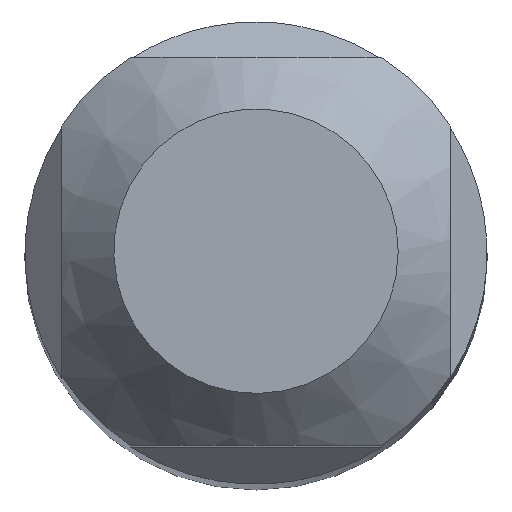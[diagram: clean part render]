
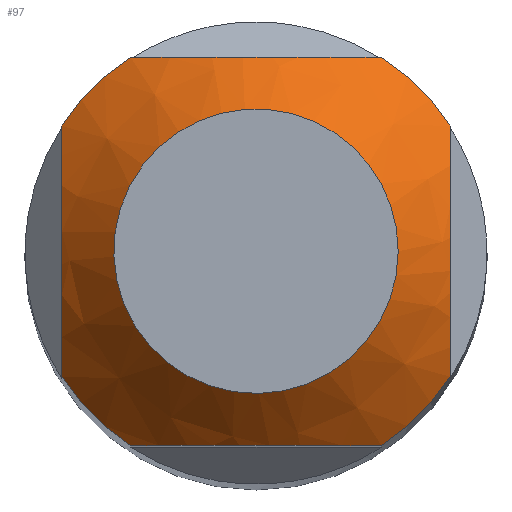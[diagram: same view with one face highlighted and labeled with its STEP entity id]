
A CAD part, top view. The second image highlights one B-rep face of the part: STEP entity #97.
In plain terms, the highlighted conical face has half-angle 43.877 degrees and reference radius 961.538 mm.
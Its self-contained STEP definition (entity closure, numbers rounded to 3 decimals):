
#54=CONICAL_SURFACE('',#374,961.538,43.877);
#59=FACE_BOUND('',#138,.T.);
#60=FACE_BOUND('',#139,.T.);
#75=CIRCLE('',#366,0.769);
#77=CIRCLE('',#370,1.25);
#78=CIRCLE('',#371,1.25);
#79=CIRCLE('',#372,1.25);
#80=CIRCLE('',#373,1.25);
#97=ADVANCED_FACE('NONE',(#59,#60),#54,.T.);
#138=EDGE_LOOP('',(#184,#185,#186,#187,#188,#189,#190,#191));
#139=EDGE_LOOP('',(#192));
#184=ORIENTED_EDGE('',*,*,#265,.F.);
#185=ORIENTED_EDGE('',*,*,#269,.F.);
#186=ORIENTED_EDGE('',*,*,#250,.F.);
#187=ORIENTED_EDGE('',*,*,#270,.F.);
#188=ORIENTED_EDGE('',*,*,#255,.F.);
#189=ORIENTED_EDGE('',*,*,#271,.F.);
#190=ORIENTED_EDGE('',*,*,#260,.F.);
#191=ORIENTED_EDGE('',*,*,#272,.F.);
#192=ORIENTED_EDGE('',*,*,#267,.T.);
#224=VERTEX_POINT('',#499);
#225=VERTEX_POINT('',#513);
#228=VERTEX_POINT('',#522);
#229=VERTEX_POINT('',#536);
#232=VERTEX_POINT('',#545);
#233=VERTEX_POINT('',#559);
#236=VERTEX_POINT('',#568);
#237=VERTEX_POINT('',#582);
#238=VERTEX_POINT('',#586);
#250=EDGE_CURVE('NONE',#224,#225,#313,.T.);
#255=EDGE_CURVE('NONE',#228,#229,#314,.T.);
#260=EDGE_CURVE('NONE',#232,#233,#315,.T.);
#265=EDGE_CURVE('NONE',#236,#237,#316,.T.);
#267=EDGE_CURVE('NONE',#238,#238,#75,.T.);
#269=EDGE_CURVE('NONE',#225,#236,#77,.T.);
#270=EDGE_CURVE('NONE',#229,#224,#78,.T.);
#271=EDGE_CURVE('NONE',#233,#228,#79,.T.);
#272=EDGE_CURVE('NONE',#237,#232,#80,.T.);
#313=B_SPLINE_CURVE_WITH_KNOTS('',3,(#500,#501,#502,#503,#504,#505,#506,
#507,#508,#509,#510,#511,#512),.UNSPECIFIED.,.F.,.F.,(4,3,3,3,4),(0.,0.349,
0.602,0.912,1.),.UNSPECIFIED.);
#314=B_SPLINE_CURVE_WITH_KNOTS('',3,(#523,#524,#525,#526,#527,#528,#529,
#530,#531,#532,#533,#534,#535),.UNSPECIFIED.,.F.,.F.,(4,3,3,3,4),(0.,0.35,
0.5,0.72,1.),.UNSPECIFIED.);
#315=B_SPLINE_CURVE_WITH_KNOTS('',3,(#546,#547,#548,#549,#550,#551,#552,
#553,#554,#555,#556,#557,#558),.UNSPECIFIED.,.F.,.F.,(4,3,3,3,4),(0.,0.349,
0.602,0.912,1.),.UNSPECIFIED.);
#316=B_SPLINE_CURVE_WITH_KNOTS('',3,(#569,#570,#571,#572,#573,#574,#575,
#576,#577,#578,#579,#580,#581),.UNSPECIFIED.,.F.,.F.,(4,3,3,3,4),(0.,0.35,
0.5,0.72,1.),.UNSPECIFIED.);
#366=AXIS2_PLACEMENT_3D('',#585,#433,#434);
#370=AXIS2_PLACEMENT_3D('',#591,#441,#442);
#371=AXIS2_PLACEMENT_3D('',#592,#443,#444);
#372=AXIS2_PLACEMENT_3D('',#593,#445,#446);
#373=AXIS2_PLACEMENT_3D('',#594,#447,#448);
#374=AXIS2_PLACEMENT_3D('',#595,#449,#450);
#433=DIRECTION('',(0.,0.,-1.));
#434=DIRECTION('',(1.,0.,0.));
#441=DIRECTION('',(0.,0.,-1.));
#442=DIRECTION('',(0.,1.,0.));
#443=DIRECTION('',(0.,0.,-1.));
#444=DIRECTION('',(0.,1.,0.));
#445=DIRECTION('',(0.,0.,-1.));
#446=DIRECTION('',(0.,1.,0.));
#447=DIRECTION('',(0.,0.,-1.));
#448=DIRECTION('',(0.,1.,0.));
#449=DIRECTION('',(0.,0.,-1.));
#450=DIRECTION('',(0.,1.,0.));
#499=CARTESIAN_POINT('',(-1.05,-0.678,-0.5));
#500=CARTESIAN_POINT('',(-1.05,-0.678,-0.5));
#501=CARTESIAN_POINT('',(-1.05,-0.533,-0.418));
#502=CARTESIAN_POINT('',(-1.05,-0.378,-0.349));
#503=CARTESIAN_POINT('',(-1.05,-0.215,-0.315));
#504=CARTESIAN_POINT('',(-1.05,-0.098,-0.29));
#505=CARTESIAN_POINT('',(-1.05,0.026,-0.285));
#506=CARTESIAN_POINT('',(-1.05,0.145,-0.302));
#507=CARTESIAN_POINT('',(-1.05,0.291,-0.323));
#508=CARTESIAN_POINT('',(-1.05,0.434,-0.375));
#509=CARTESIAN_POINT('',(-1.05,0.566,-0.441));
#510=CARTESIAN_POINT('',(-1.05,0.604,-0.459));
#511=CARTESIAN_POINT('',(-1.05,0.641,-0.479));
#512=CARTESIAN_POINT('',(-1.05,0.678,-0.5));
#513=CARTESIAN_POINT('',(-1.05,0.678,-0.5));
#522=CARTESIAN_POINT('',(0.678,-1.05,-0.5));
#523=CARTESIAN_POINT('',(0.678,-1.05,-0.5));
#524=CARTESIAN_POINT('',(0.533,-1.05,-0.418));
#525=CARTESIAN_POINT('',(0.378,-1.05,-0.349));
#526=CARTESIAN_POINT('',(0.215,-1.05,-0.315));
#527=CARTESIAN_POINT('',(0.145,-1.05,-0.3));
#528=CARTESIAN_POINT('',(0.072,-1.05,-0.292));
#529=CARTESIAN_POINT('',(0.,-1.05,-0.292));
#530=CARTESIAN_POINT('',(-0.105,-1.05,-0.292));
#531=CARTESIAN_POINT('',(-0.21,-1.05,-0.309));
#532=CARTESIAN_POINT('',(-0.31,-1.05,-0.339));
#533=CARTESIAN_POINT('',(-0.439,-1.05,-0.376));
#534=CARTESIAN_POINT('',(-0.562,-1.05,-0.434));
#535=CARTESIAN_POINT('',(-0.678,-1.05,-0.5));
#536=CARTESIAN_POINT('',(-0.678,-1.05,-0.5));
#545=CARTESIAN_POINT('',(1.05,0.678,-0.5));
#546=CARTESIAN_POINT('',(1.05,0.678,-0.5));
#547=CARTESIAN_POINT('',(1.05,0.533,-0.418));
#548=CARTESIAN_POINT('',(1.05,0.378,-0.349));
#549=CARTESIAN_POINT('',(1.05,0.215,-0.315));
#550=CARTESIAN_POINT('',(1.05,0.098,-0.29));
#551=CARTESIAN_POINT('',(1.05,-0.026,-0.285));
#552=CARTESIAN_POINT('',(1.05,-0.145,-0.302));
#553=CARTESIAN_POINT('',(1.05,-0.291,-0.323));
#554=CARTESIAN_POINT('',(1.05,-0.434,-0.375));
#555=CARTESIAN_POINT('',(1.05,-0.566,-0.441));
#556=CARTESIAN_POINT('',(1.05,-0.604,-0.459));
#557=CARTESIAN_POINT('',(1.05,-0.641,-0.479));
#558=CARTESIAN_POINT('',(1.05,-0.678,-0.5));
#559=CARTESIAN_POINT('',(1.05,-0.678,-0.5));
#568=CARTESIAN_POINT('',(-0.678,1.05,-0.5));
#569=CARTESIAN_POINT('',(-0.678,1.05,-0.5));
#570=CARTESIAN_POINT('',(-0.533,1.05,-0.418));
#571=CARTESIAN_POINT('',(-0.378,1.05,-0.349));
#572=CARTESIAN_POINT('',(-0.215,1.05,-0.315));
#573=CARTESIAN_POINT('',(-0.145,1.05,-0.3));
#574=CARTESIAN_POINT('',(-0.072,1.05,-0.292));
#575=CARTESIAN_POINT('',(0.,1.05,-0.292));
#576=CARTESIAN_POINT('',(0.105,1.05,-0.292));
#577=CARTESIAN_POINT('',(0.21,1.05,-0.309));
#578=CARTESIAN_POINT('',(0.31,1.05,-0.339));
#579=CARTESIAN_POINT('',(0.439,1.05,-0.376));
#580=CARTESIAN_POINT('',(0.562,1.05,-0.434));
#581=CARTESIAN_POINT('',(0.678,1.05,-0.5));
#582=CARTESIAN_POINT('',(0.678,1.05,-0.5));
#585=CARTESIAN_POINT('',(0.,0.,0.));
#586=CARTESIAN_POINT('',(0.769,0.,0.));
#591=CARTESIAN_POINT('',(0.,0.,-0.5));
#592=CARTESIAN_POINT('',(0.,0.,-0.5));
#593=CARTESIAN_POINT('',(0.,0.,-0.5));
#594=CARTESIAN_POINT('',(0.,0.,-0.5));
#595=CARTESIAN_POINT('',(0.,0.,-999.2));
